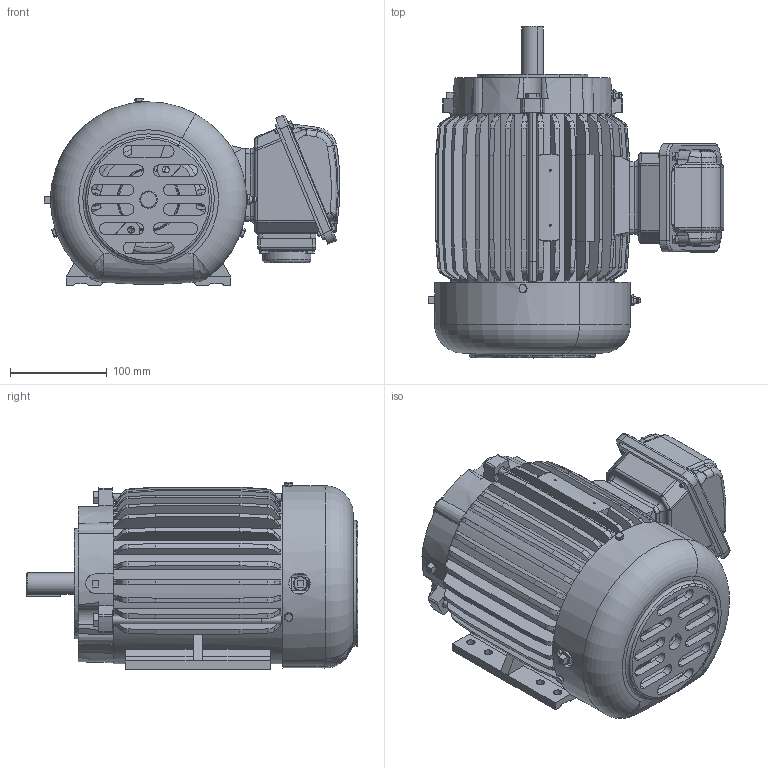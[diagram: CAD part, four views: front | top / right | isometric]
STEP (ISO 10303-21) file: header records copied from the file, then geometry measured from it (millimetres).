
FILE_DESCRIPTION(('CATIA V5 STEP Exchange'),'2;1');
FILE_NAME('31043A252_ AEHH8B_CF #145TC.stp','2017-07-31T10:05:36+00:00',('none'),('none'),'Version 5-6 Release 2012','CATIA V5 STEP AP203','none');
FILE_SCHEMA(('CONFIG_CONTROL_DESIGN'));
Length unit declared in the file: millimetre
Products named in the file (1): 31043A252_ AEHH8B_CF #145TC
Bounding box: 305.88 x 343.23 x 193.8 mm (x, y, z)
Volume: 2345451.5 mm3; surface area: 820422.7 mm2
Topology: 4 solids, 15 shells, 2070 faces, 5425 edges, 3489 vertices
Faces by surface type: plane 740, cylinder 724, torus 291, cone 225, bspline 64, sphere 26
Entity records: 65876 total; most frequent: CARTESIAN_POINT 20764, ORIENTED_EDGE 10802, DIRECTION 6598, EDGE_CURVE 5401, VERTEX_POINT 3489, AXIS2_PLACEMENT_3D 3350, EDGE_LOOP 2306, CIRCLE 2123
